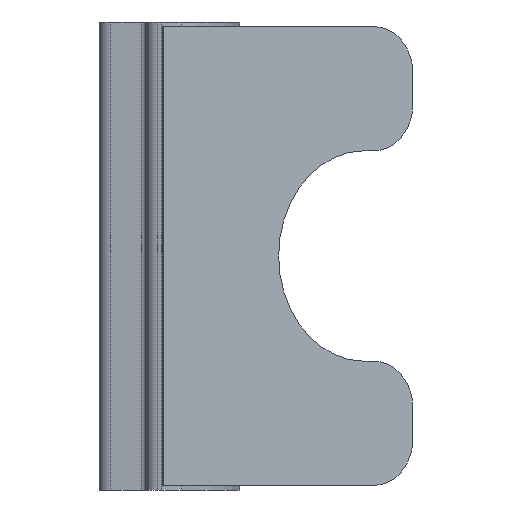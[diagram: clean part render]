
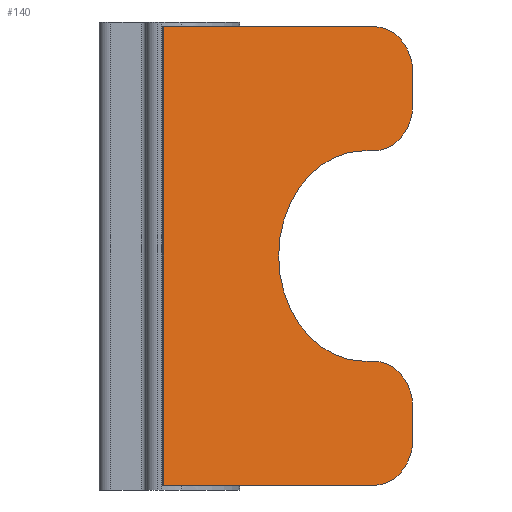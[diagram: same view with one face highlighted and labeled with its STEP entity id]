
A CAD part, left-side view. The second image highlights one B-rep face of the part: STEP entity #140.
In plain terms, the highlighted planar face has unit normal (-0.819, -0.574, 0).
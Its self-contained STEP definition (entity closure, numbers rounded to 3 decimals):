
#140=ADVANCED_FACE('NONE',(#285),#286,.T.);
#285=FACE_OUTER_BOUND('',#430,.T.);
#286=PLANE('',#431);
#430=EDGE_LOOP('',(#807,#808,#809,#810,#811,#812,#813,#814,#815,#816,#817,#818,#819));
#431=AXIS2_PLACEMENT_3D('',#820,#821,#822);
#807=ORIENTED_EDGE('',*,*,#1054,.F.);
#808=ORIENTED_EDGE('',*,*,#1055,.T.);
#809=ORIENTED_EDGE('',*,*,#938,.T.);
#810=ORIENTED_EDGE('',*,*,#1056,.T.);
#811=ORIENTED_EDGE('',*,*,#1046,.F.);
#812=ORIENTED_EDGE('',*,*,#1057,.F.);
#813=ORIENTED_EDGE('',*,*,#1043,.T.);
#814=ORIENTED_EDGE('',*,*,#1058,.T.);
#815=ORIENTED_EDGE('',*,*,#1051,.T.);
#816=ORIENTED_EDGE('',*,*,#1059,.T.);
#817=ORIENTED_EDGE('',*,*,#1060,.F.);
#818=ORIENTED_EDGE('',*,*,#1061,.F.);
#819=ORIENTED_EDGE('',*,*,#904,.F.);
#820=CARTESIAN_POINT('',(-7.982,-2.757,-9.8));
#821=DIRECTION('',(-0.819,-0.574,0.0));
#822=DIRECTION('',(-0.574,0.819,0.0));
#904=EDGE_CURVE('NONE',#1081,#1077,#1083,.T.);
#938=EDGE_CURVE('NONE',#1140,#1141,#1142,.T.);
#1043=EDGE_CURVE('NONE',#1296,#1294,#1297,.T.);
#1046=EDGE_CURVE('NONE',#1300,#1301,#1302,.T.);
#1051=EDGE_CURVE('NONE',#1308,#1306,#1309,.T.);
#1054=EDGE_CURVE('NONE',#1312,#1081,#1313,.T.);
#1055=EDGE_CURVE('NONE',#1312,#1140,#1314,.T.);
#1056=EDGE_CURVE('NONE',#1141,#1301,#1315,.T.);
#1057=EDGE_CURVE('NONE',#1296,#1300,#1316,.T.);
#1058=EDGE_CURVE('NONE',#1294,#1308,#1317,.T.);
#1059=EDGE_CURVE('NONE',#1306,#1318,#1319,.T.);
#1060=EDGE_CURVE('NONE',#1320,#1318,#1321,.T.);
#1061=EDGE_CURVE('NONE',#1077,#1320,#1322,.T.);
#1077=VERTEX_POINT('',#1338);
#1081=VERTEX_POINT('NONE',#1343);
#1083=CIRCLE('',#1346,4.5);
#1140=VERTEX_POINT('NONE',#1455);
#1141=VERTEX_POINT('NONE',#1456);
#1142=LINE('',#1457,#1458);
#1294=VERTEX_POINT('NONE',#1669);
#1296=VERTEX_POINT('NONE',#1672);
#1297=LINE('',#1673,#1674);
#1300=VERTEX_POINT('NONE',#1678);
#1301=VERTEX_POINT('NONE',#1679);
#1302=LINE('',#1680,#1681);
#1306=VERTEX_POINT('NONE',#1687);
#1308=VERTEX_POINT('NONE',#1690);
#1309=LINE('',#1691,#1692);
#1312=VERTEX_POINT('NONE',#1696);
#1313=LINE('',#1697,#1698);
#1314=CIRCLE('',#1699,2.0);
#1315=CIRCLE('',#1700,2.0);
#1316=LINE('',#1701,#1702);
#1317=CIRCLE('',#1703,2.0);
#1318=VERTEX_POINT('NONE',#1704);
#1319=CIRCLE('',#1705,2.0);
#1320=VERTEX_POINT('NONE',#1706);
#1321=LINE('',#1707,#1708);
#1322=CIRCLE('',#1709,4.5);
#1338=CARTESIAN_POINT('',(-4.54,-7.672,0.));
#1343=CARTESIAN_POINT('',(-1.959,-11.358,4.5));
#1346=AXIS2_PLACEMENT_3D('',#1731,#1732,#1733);
#1455=CARTESIAN_POINT('',(-0.525,-13.406,6.5));
#1456=CARTESIAN_POINT('',(-0.525,-13.406,7.8));
#1457=CARTESIAN_POINT('',(-0.525,-13.406,-9.8));
#1458=VECTOR('',#1768,1000.0);
#1669=CARTESIAN_POINT('',(-1.673,-11.768,-9.8));
#1672=CARTESIAN_POINT('',(-7.982,-2.757,-9.8));
#1673=CARTESIAN_POINT('',(-7.982,-2.757,-9.8));
#1674=VECTOR('',#1906,1000.0);
#1678=CARTESIAN_POINT('',(-7.982,-2.757,9.8));
#1679=CARTESIAN_POINT('',(-1.673,-11.768,9.8));
#1680=CARTESIAN_POINT('',(-7.982,-2.757,9.8));
#1681=VECTOR('',#1908,1000.0);
#1687=CARTESIAN_POINT('',(-0.525,-13.406,-6.5));
#1690=CARTESIAN_POINT('',(-0.525,-13.406,-7.8));
#1691=CARTESIAN_POINT('',(-0.525,-13.406,-9.8));
#1692=VECTOR('',#1912,1000.0);
#1696=CARTESIAN_POINT('',(-1.673,-11.768,4.5));
#1697=CARTESIAN_POINT('',(-1.959,-11.358,4.5));
#1698=VECTOR('',#1914,1000.0);
#1699=AXIS2_PLACEMENT_3D('',#1915,#1916,#1917);
#1700=AXIS2_PLACEMENT_3D('',#1918,#1919,#1920);
#1701=CARTESIAN_POINT('',(-7.982,-2.757,-9.8));
#1702=VECTOR('',#1921,1000.0);
#1703=AXIS2_PLACEMENT_3D('',#1922,#1923,#1924);
#1704=CARTESIAN_POINT('',(-1.673,-11.768,-4.5));
#1705=AXIS2_PLACEMENT_3D('',#1925,#1926,#1927);
#1706=CARTESIAN_POINT('',(-1.959,-11.358,-4.5));
#1707=CARTESIAN_POINT('',(-1.959,-11.358,-4.5));
#1708=VECTOR('',#1928,1000.0);
#1709=AXIS2_PLACEMENT_3D('',#1929,#1930,#1931);
#1731=CARTESIAN_POINT('',(-1.959,-11.358,0.0));
#1732=DIRECTION('',(-0.819,-0.574,0.0));
#1733=DIRECTION('',(0.574,-0.819,0.0));
#1768=DIRECTION('',(0.0,0.0,1.0));
#1906=DIRECTION('',(0.574,-0.819,0.0));
#1908=DIRECTION('',(0.574,-0.819,0.0));
#1912=DIRECTION('',(0.0,0.0,1.0));
#1914=DIRECTION('',(-0.574,0.819,-0.0));
#1915=CARTESIAN_POINT('',(-1.673,-11.768,6.5));
#1916=DIRECTION('',(-0.819,-0.574,0.0));
#1917=DIRECTION('',(0.574,-0.819,0.0));
#1918=CARTESIAN_POINT('',(-1.673,-11.768,7.8));
#1919=DIRECTION('',(-0.819,-0.574,0.0));
#1920=DIRECTION('',(0.574,-0.819,0.0));
#1921=DIRECTION('',(0.0,0.0,1.0));
#1922=CARTESIAN_POINT('',(-1.673,-11.768,-7.8));
#1923=DIRECTION('',(-0.819,-0.574,0.0));
#1924=DIRECTION('',(0.574,-0.819,0.0));
#1925=CARTESIAN_POINT('',(-1.673,-11.768,-6.5));
#1926=DIRECTION('',(-0.819,-0.574,0.0));
#1927=DIRECTION('',(0.574,-0.819,0.0));
#1928=DIRECTION('',(0.574,-0.819,0.));
#1929=CARTESIAN_POINT('',(-1.959,-11.358,0.0));
#1930=DIRECTION('',(-0.819,-0.574,0.0));
#1931=DIRECTION('',(0.574,-0.819,0.0));
